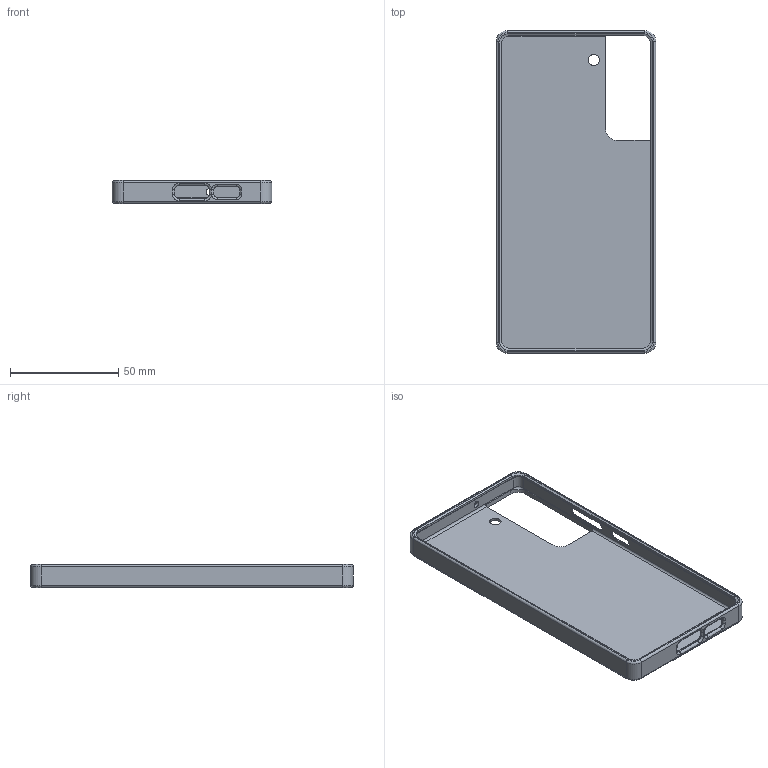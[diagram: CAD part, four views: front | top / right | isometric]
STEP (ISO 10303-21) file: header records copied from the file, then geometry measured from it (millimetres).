
FILE_DESCRIPTION(('Open CASCADE Model'),'2;1');
FILE_NAME('Open CASCADE Shape Model','2025-11-06T18:33:40',('Author'),( 'Open CASCADE'),'Open CASCADE STEP processor 7.8','build123d', 'Unknown');
FILE_SCHEMA(('AUTOMOTIVE_DESIGN { 1 0 10303 214 1 1 1 1 }'));
Length unit declared in the file: millimetre
Products named in the file (1): COMPOUND
Bounding box: 73.8 x 149.4 x 10.7 mm (x, y, z)
Volume: 21690.5 mm3; surface area: 28072.5 mm2
Topology: 1 solids, 1 shells, 146 faces, 363 edges, 218 vertices
Faces by surface type: cylinder 65, plane 40, torus 32, bspline 8, cone 1
Full cylindrical faces by diameter (mm): 3 x1
Entity records: 9884 total; most frequent: CARTESIAN_POINT 2951, DIRECTION 1219, ORIENTED_EDGE 726, PCURVE 726, DEFINITIONAL_REPRESENTATION 726, LINE 594, VECTOR 594, EDGE_CURVE 363
